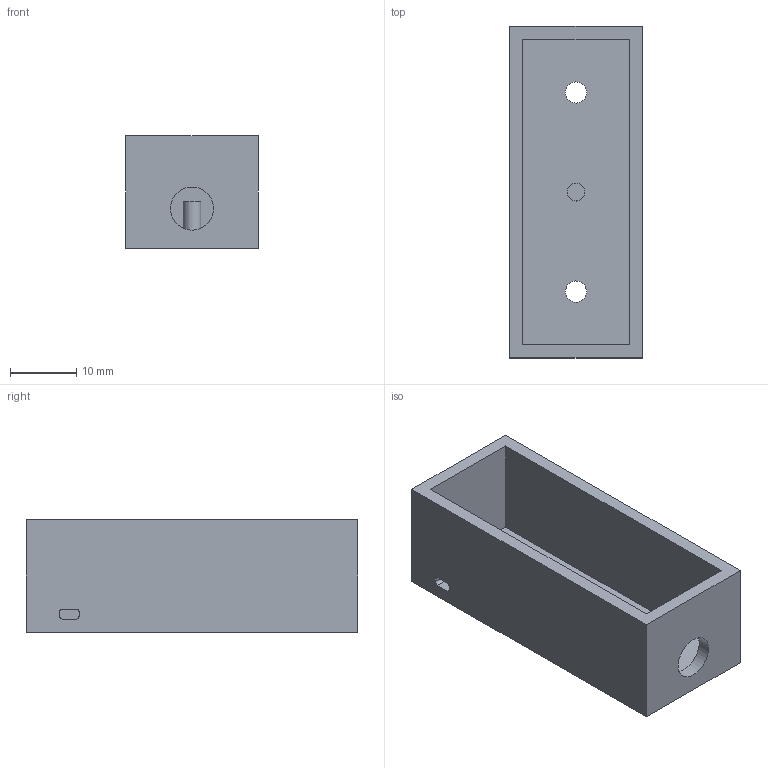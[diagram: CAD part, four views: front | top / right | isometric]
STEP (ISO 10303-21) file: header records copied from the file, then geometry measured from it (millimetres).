
FILE_DESCRIPTION(/* description */ ('Alibre Inc.'),/* implementation_level */ '2;1');
FILE_NAME(/* name */ 'export-12F684A9-C023-4B3F-A967-24520B5BD9C7',/* time_stamp */ '2024-11-08T12:52:39+01:00',/* author */ (''),/* organization */ (''),/* preprocessor_version */ 'ST-DEVELOPER v17',/* originating_system */ 'Alibre',/* authorisation */ '');
FILE_SCHEMA (('AUTOMOTIVE_DESIGN'));
Length unit declared in the file: millimetre
Bounding box: 20 x 50 x 17 mm (x, y, z)
Volume: 5881.5 mm3; surface area: 6272.6 mm2
Topology: 1 solids, 1 shells, 23 faces, 63 edges, 43 vertices
Faces by surface type: plane 15, cylinder 8
Full cylindrical faces by diameter (mm): 2.7 x1, 3.2 x2, 6.5 x1
Entity records: 702 total; most frequent: CARTESIAN_POINT 118, ORIENTED_EDGE 112, DIRECTION 102, EDGE_CURVE 56, VERTEX_POINT 40, VECTOR 39, LINE 39, AXIS2_PLACEMENT_3D 39
